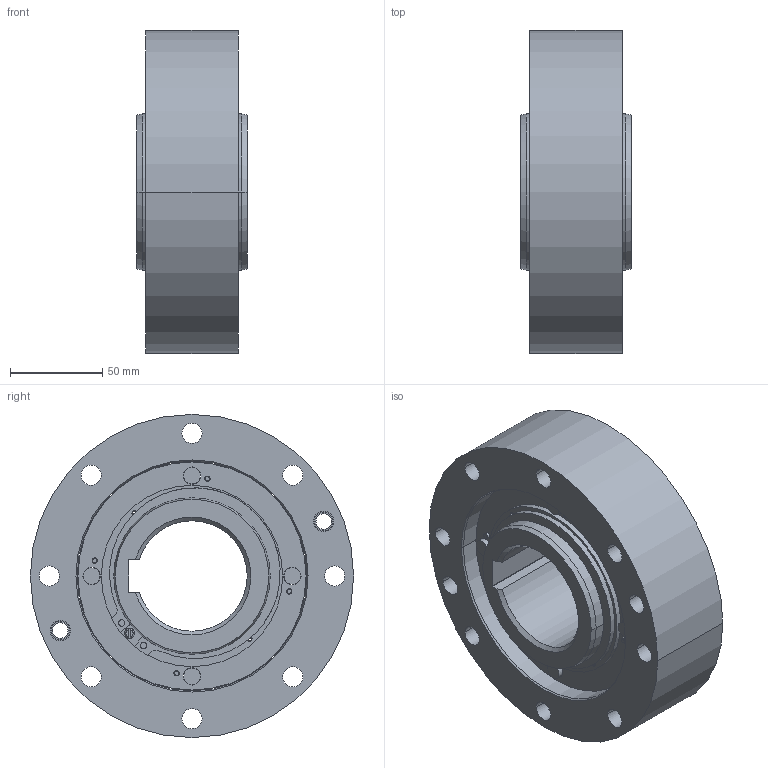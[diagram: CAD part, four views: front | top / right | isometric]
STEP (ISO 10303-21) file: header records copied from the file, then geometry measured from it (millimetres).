
FILE_DESCRIPTION((''),'2;1');
FILE_NAME('_CGS_TEMP_IGS','2023-05-22T',('SYSTEM'),(''),'PRO/ENGINEER BY PARAMETRIC TECHNOLOGY CORPORATION, 2016360','PRO/ENGINEER BY PARAMETRIC TECHNOLOGY CORPORATION, 2016360','');
FILE_SCHEMA(('AUTOMOTIVE_DESIGN { 1 0 10303 214 1 1 1 1 }'));
Length unit declared in the file: inch
Products named in the file (1): _CGS_TEMP_IGS
Bounding box: 60 x 175.6 x 175.6 mm (x, y, z)
Volume: 786683.7 mm3; surface area: 159877.4 mm2
Topology: 2 solids, 12 shells, 294 faces, 806 edges, 532 vertices
Faces by surface type: cylinder 165, plane 99, cone 30
Entity records: 9872 total; most frequent: DIRECTION 1852, CARTESIAN_POINT 1684, ORIENTED_EDGE 1572, EDGE_CURVE 806, AXIS2_PLACEMENT_3D 763, VERTEX_POINT 532, CIRCLE 468, EDGE_LOOP 370
